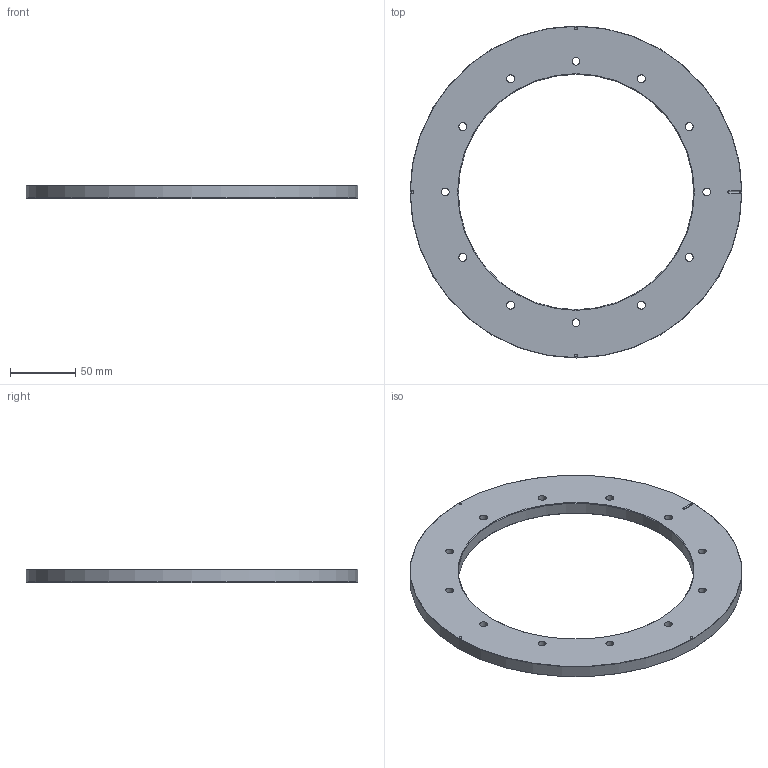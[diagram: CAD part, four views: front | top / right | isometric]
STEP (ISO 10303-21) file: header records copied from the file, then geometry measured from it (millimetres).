
FILE_DESCRIPTION(/* description */ (''),/* implementation_level */ '2;1');
FILE_NAME(/* name */ 'LA-9517-4856-02_A.stp',/* time_stamp */ '2017-09-20T15:03:42+01:00',/* author */ (''),/* organization */ (''),/* preprocessor_version */ 'ST-DEVELOPER v16',/* originating_system */ 'SIEMENS PLM Software NX 10.0',/* authorisation */ '');
FILE_SCHEMA (('AUTOMOTIVE_DESIGN { 1 0 10303 214 3 1 1 1 }'));
Length unit declared in the file: millimetre
Products named in the file (1): LA-9517-4856-02_A
Bounding box: 254.65 x 254.65 x 10 mm (x, y, z)
Volume: 246631.1 mm3; surface area: 65391 mm2
Topology: 1 solids, 1 shells, 31 faces, 96 edges, 68 vertices
Faces by surface type: cylinder 15, cone 9, plane 7
Full cylindrical faces by diameter (mm): 6 x12, 180.51 x1, 220.5 x1, 254.65 x1
Entity records: 955 total; most frequent: CARTESIAN_POINT 201, DIRECTION 153, ORIENTED_EDGE 104, EDGE_LOOP 81, FACE_BOUND 80, AXIS2_PLACEMENT_3D 71, EDGE_CURVE 52, VERTEX_POINT 51
